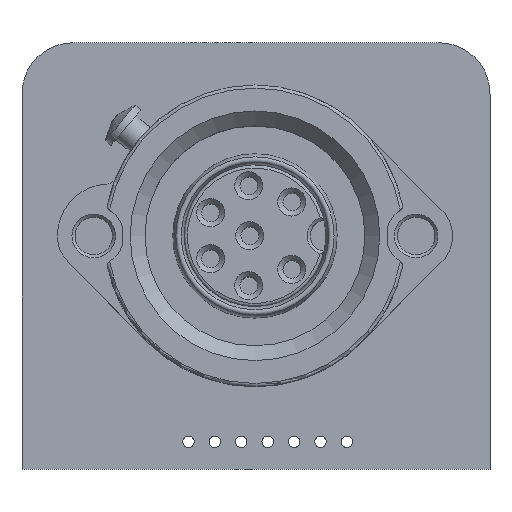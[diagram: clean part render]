
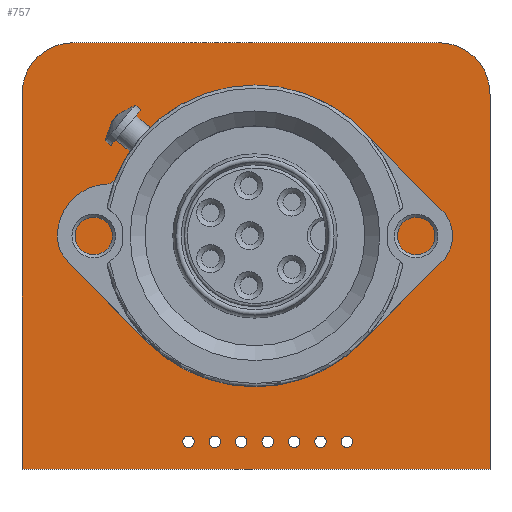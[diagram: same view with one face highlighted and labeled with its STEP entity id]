
A CAD part, top view. The second image highlights one B-rep face of the part: STEP entity #757.
In plain terms, the highlighted planar face has unit normal (0, 0, 1).
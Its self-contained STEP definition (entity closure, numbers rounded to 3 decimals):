
#56 = VERTEX_POINT('',#57);
#57 = CARTESIAN_POINT('',(0.,0.,1.691));
#63 = EDGE_CURVE('',#56,#64,#66,.T.);
#64 = VERTEX_POINT('',#65);
#65 = CARTESIAN_POINT('',(45.,0.,1.691));
#66 = LINE('',#67,#68);
#67 = CARTESIAN_POINT('',(0.,0.,1.691));
#68 = VECTOR('',#69,1.);
#69 = DIRECTION('',(1.,0.,0.));
#94 = EDGE_CURVE('',#64,#95,#97,.T.);
#95 = VERTEX_POINT('',#96);
#96 = CARTESIAN_POINT('',(45.,36.,1.691));
#97 = LINE('',#98,#99);
#98 = CARTESIAN_POINT('',(45.,0.,1.691));
#99 = VECTOR('',#100,1.);
#100 = DIRECTION('',(0.,1.,0.));
#125 = EDGE_CURVE('',#95,#126,#128,.T.);
#126 = VERTEX_POINT('',#127);
#127 = CARTESIAN_POINT('',(40.,41.,1.691));
#128 = CIRCLE('',#129,4.909);
#129 = AXIS2_PLACEMENT_3D('',#130,#131,#132);
#130 = CARTESIAN_POINT('',(40.092,36.092,1.691));
#131 = DIRECTION('',(0.,0.,1.));
#132 = DIRECTION('',(1.,-0.019,0.));
#158 = EDGE_CURVE('',#126,#159,#161,.T.);
#159 = VERTEX_POINT('',#160);
#160 = CARTESIAN_POINT('',(5.,41.,1.691));
#161 = LINE('',#162,#163);
#162 = CARTESIAN_POINT('',(40.,41.,1.691));
#163 = VECTOR('',#164,1.);
#164 = DIRECTION('',(-1.,0.,0.));
#189 = EDGE_CURVE('',#159,#190,#192,.T.);
#190 = VERTEX_POINT('',#191);
#191 = CARTESIAN_POINT('',(0.,36.,1.691));
#192 = CIRCLE('',#193,4.909);
#193 = AXIS2_PLACEMENT_3D('',#194,#195,#196);
#194 = CARTESIAN_POINT('',(4.908,36.092,1.691));
#195 = DIRECTION('',(0.,0.,1.));
#196 = DIRECTION('',(0.019,1.,0.));
#222 = EDGE_CURVE('',#190,#56,#223,.T.);
#223 = LINE('',#224,#225);
#224 = CARTESIAN_POINT('',(0.,36.,1.691));
#225 = VECTOR('',#226,1.);
#226 = DIRECTION('',(0.,-1.,0.));
#246 = VERTEX_POINT('',#247);
#247 = CARTESIAN_POINT('',(16.55,2.64,1.691));
#253 = EDGE_CURVE('',#246,#246,#254,.T.);
#254 = CIRCLE('',#255,0.55);
#255 = AXIS2_PLACEMENT_3D('',#256,#257,#258);
#256 = CARTESIAN_POINT('',(16.,2.64,1.691));
#257 = DIRECTION('',(0.,0.,1.));
#258 = DIRECTION('',(1.,0.,0.));
#279 = VERTEX_POINT('',#280);
#280 = CARTESIAN_POINT('',(19.09,2.64,1.691));
#286 = EDGE_CURVE('',#279,#279,#287,.T.);
#287 = CIRCLE('',#288,0.55);
#288 = AXIS2_PLACEMENT_3D('',#289,#290,#291);
#289 = CARTESIAN_POINT('',(18.54,2.64,1.691));
#290 = DIRECTION('',(0.,0.,1.));
#291 = DIRECTION('',(1.,0.,0.));
#312 = VERTEX_POINT('',#313);
#313 = CARTESIAN_POINT('',(23.3,17.65,1.691));
#319 = EDGE_CURVE('',#312,#312,#320,.T.);
#320 = CIRCLE('',#321,1.4);
#321 = AXIS2_PLACEMENT_3D('',#322,#323,#324);
#322 = CARTESIAN_POINT('',(21.9,17.65,1.691));
#323 = DIRECTION('',(0.,0.,1.));
#324 = DIRECTION('',(1.,0.,0.));
#345 = VERTEX_POINT('',#346);
#346 = CARTESIAN_POINT('',(19.55,20.15,1.691));
#352 = EDGE_CURVE('',#345,#345,#353,.T.);
#353 = CIRCLE('',#354,1.4);
#354 = AXIS2_PLACEMENT_3D('',#355,#356,#357);
#355 = CARTESIAN_POINT('',(18.15,20.15,1.691));
#356 = DIRECTION('',(0.,0.,1.));
#357 = DIRECTION('',(1.,0.,0.));
#378 = VERTEX_POINT('',#379);
#379 = CARTESIAN_POINT('',(19.55,24.65,1.691));
#385 = EDGE_CURVE('',#378,#378,#386,.T.);
#386 = CIRCLE('',#387,1.4);
#387 = AXIS2_PLACEMENT_3D('',#388,#389,#390);
#388 = CARTESIAN_POINT('',(18.15,24.65,1.691));
#389 = DIRECTION('',(0.,0.,1.));
#390 = DIRECTION('',(1.,0.,0.));
#411 = VERTEX_POINT('',#412);
#412 = CARTESIAN_POINT('',(23.3,22.4,1.691));
#418 = EDGE_CURVE('',#411,#411,#419,.T.);
#419 = CIRCLE('',#420,1.4);
#420 = AXIS2_PLACEMENT_3D('',#421,#422,#423);
#421 = CARTESIAN_POINT('',(21.9,22.4,1.691));
#422 = DIRECTION('',(0.,0.,1.));
#423 = DIRECTION('',(1.,0.,0.));
#444 = VERTEX_POINT('',#445);
#445 = CARTESIAN_POINT('',(23.3,27.15,1.691));
#451 = EDGE_CURVE('',#444,#444,#452,.T.);
#452 = CIRCLE('',#453,1.4);
#453 = AXIS2_PLACEMENT_3D('',#454,#455,#456);
#454 = CARTESIAN_POINT('',(21.9,27.15,1.691));
#455 = DIRECTION('',(0.,0.,1.));
#456 = DIRECTION('',(1.,0.,0.));
#477 = VERTEX_POINT('',#478);
#478 = CARTESIAN_POINT('',(21.63,2.64,1.691));
#484 = EDGE_CURVE('',#477,#477,#485,.T.);
#485 = CIRCLE('',#486,0.55);
#486 = AXIS2_PLACEMENT_3D('',#487,#488,#489);
#487 = CARTESIAN_POINT('',(21.08,2.64,1.691));
#488 = DIRECTION('',(0.,0.,1.));
#489 = DIRECTION('',(1.,0.,0.));
#510 = VERTEX_POINT('',#511);
#511 = CARTESIAN_POINT('',(26.71,2.64,1.691));
#517 = EDGE_CURVE('',#510,#510,#518,.T.);
#518 = CIRCLE('',#519,0.55);
#519 = AXIS2_PLACEMENT_3D('',#520,#521,#522);
#520 = CARTESIAN_POINT('',(26.16,2.64,1.691));
#521 = DIRECTION('',(0.,0.,1.));
#522 = DIRECTION('',(1.,0.,0.));
#543 = VERTEX_POINT('',#544);
#544 = CARTESIAN_POINT('',(24.17,2.64,1.691));
#550 = EDGE_CURVE('',#543,#543,#551,.T.);
#551 = CIRCLE('',#552,0.55);
#552 = AXIS2_PLACEMENT_3D('',#553,#554,#555);
#553 = CARTESIAN_POINT('',(23.62,2.64,1.691));
#554 = DIRECTION('',(0.,0.,1.));
#555 = DIRECTION('',(1.,0.,0.));
#576 = VERTEX_POINT('',#577);
#577 = CARTESIAN_POINT('',(27.3,19.15,1.691));
#583 = EDGE_CURVE('',#576,#576,#584,.T.);
#584 = CIRCLE('',#585,1.4);
#585 = AXIS2_PLACEMENT_3D('',#586,#587,#588);
#586 = CARTESIAN_POINT('',(25.9,19.15,1.691));
#587 = DIRECTION('',(0.,0.,1.));
#588 = DIRECTION('',(1.,0.,0.));
#609 = VERTEX_POINT('',#610);
#610 = CARTESIAN_POINT('',(27.3,25.65,1.691));
#616 = EDGE_CURVE('',#609,#609,#617,.T.);
#617 = CIRCLE('',#618,1.4);
#618 = AXIS2_PLACEMENT_3D('',#619,#620,#621);
#619 = CARTESIAN_POINT('',(25.9,25.65,1.691));
#620 = DIRECTION('',(0.,0.,1.));
#621 = DIRECTION('',(1.,0.,0.));
#642 = VERTEX_POINT('',#643);
#643 = CARTESIAN_POINT('',(31.79,2.64,1.691));
#649 = EDGE_CURVE('',#642,#642,#650,.T.);
#650 = CIRCLE('',#651,0.55);
#651 = AXIS2_PLACEMENT_3D('',#652,#653,#654);
#652 = CARTESIAN_POINT('',(31.24,2.64,1.691));
#653 = DIRECTION('',(0.,0.,1.));
#654 = DIRECTION('',(1.,0.,0.));
#675 = VERTEX_POINT('',#676);
#676 = CARTESIAN_POINT('',(29.25,2.64,1.691));
#682 = EDGE_CURVE('',#675,#675,#683,.T.);
#683 = CIRCLE('',#684,0.55);
#684 = AXIS2_PLACEMENT_3D('',#685,#686,#687);
#685 = CARTESIAN_POINT('',(28.7,2.64,1.691));
#686 = DIRECTION('',(0.,0.,1.));
#687 = DIRECTION('',(1.,0.,0.));
#757 = ADVANCED_FACE('',(#758,#766,#769,#772,#775,#778,#781,#784,#787,
    #790,#793,#796,#799,#802,#805),#808,.F.);
#758 = FACE_BOUND('',#759,.T.);
#759 = EDGE_LOOP('',(#760,#761,#762,#763,#764,#765));
#760 = ORIENTED_EDGE('',*,*,#63,.T.);
#761 = ORIENTED_EDGE('',*,*,#94,.T.);
#762 = ORIENTED_EDGE('',*,*,#125,.T.);
#763 = ORIENTED_EDGE('',*,*,#158,.T.);
#764 = ORIENTED_EDGE('',*,*,#189,.T.);
#765 = ORIENTED_EDGE('',*,*,#222,.T.);
#766 = FACE_BOUND('',#767,.F.);
#767 = EDGE_LOOP('',(#768));
#768 = ORIENTED_EDGE('',*,*,#253,.T.);
#769 = FACE_BOUND('',#770,.F.);
#770 = EDGE_LOOP('',(#771));
#771 = ORIENTED_EDGE('',*,*,#286,.T.);
#772 = FACE_BOUND('',#773,.F.);
#773 = EDGE_LOOP('',(#774));
#774 = ORIENTED_EDGE('',*,*,#319,.T.);
#775 = FACE_BOUND('',#776,.F.);
#776 = EDGE_LOOP('',(#777));
#777 = ORIENTED_EDGE('',*,*,#352,.T.);
#778 = FACE_BOUND('',#779,.F.);
#779 = EDGE_LOOP('',(#780));
#780 = ORIENTED_EDGE('',*,*,#385,.T.);
#781 = FACE_BOUND('',#782,.F.);
#782 = EDGE_LOOP('',(#783));
#783 = ORIENTED_EDGE('',*,*,#418,.T.);
#784 = FACE_BOUND('',#785,.F.);
#785 = EDGE_LOOP('',(#786));
#786 = ORIENTED_EDGE('',*,*,#451,.T.);
#787 = FACE_BOUND('',#788,.F.);
#788 = EDGE_LOOP('',(#789));
#789 = ORIENTED_EDGE('',*,*,#484,.T.);
#790 = FACE_BOUND('',#791,.F.);
#791 = EDGE_LOOP('',(#792));
#792 = ORIENTED_EDGE('',*,*,#517,.T.);
#793 = FACE_BOUND('',#794,.F.);
#794 = EDGE_LOOP('',(#795));
#795 = ORIENTED_EDGE('',*,*,#550,.T.);
#796 = FACE_BOUND('',#797,.F.);
#797 = EDGE_LOOP('',(#798));
#798 = ORIENTED_EDGE('',*,*,#583,.T.);
#799 = FACE_BOUND('',#800,.F.);
#800 = EDGE_LOOP('',(#801));
#801 = ORIENTED_EDGE('',*,*,#616,.T.);
#802 = FACE_BOUND('',#803,.F.);
#803 = EDGE_LOOP('',(#804));
#804 = ORIENTED_EDGE('',*,*,#649,.T.);
#805 = FACE_BOUND('',#806,.F.);
#806 = EDGE_LOOP('',(#807));
#807 = ORIENTED_EDGE('',*,*,#682,.T.);
#808 = PLANE('',#809);
#809 = AXIS2_PLACEMENT_3D('',#810,#811,#812);
#810 = CARTESIAN_POINT('',(0.,0.,1.691));
#811 = DIRECTION('',(0.,0.,-1.));
#812 = DIRECTION('',(-1.,0.,0.));
